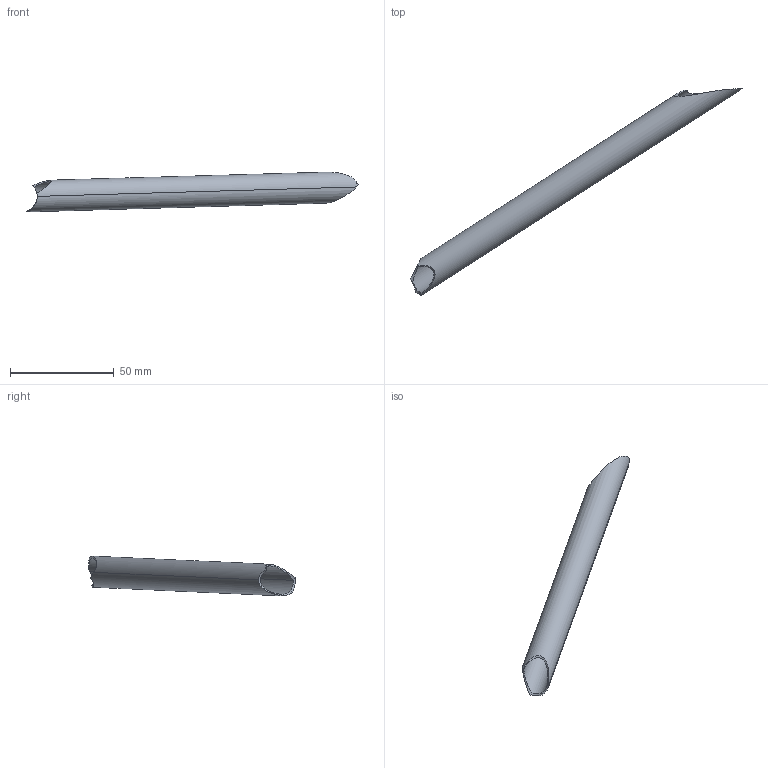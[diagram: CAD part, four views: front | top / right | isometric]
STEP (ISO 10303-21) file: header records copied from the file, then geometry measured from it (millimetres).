
FILE_DESCRIPTION(('STEP AP214'),'1');
FILE_NAME('33.stp','2019-12-01T20:55:15',(' '),(' '),'Spatial InterOp 3D',' ',' ');
FILE_SCHEMA(('AUTOMOTIVE_DESIGN { 1 0 10303 214 1 1 1 1 }'));
Length unit declared in the file: metre
Products named in the file (1): PartBody/Pocket.1
Bounding box: 160.3 x 99.76 x 19.22 mm (x, y, z)
Volume: 5504.3 mm3; surface area: 14807.7 mm2
Topology: 1 solids, 1 shells, 16 faces, 48 edges, 32 vertices
Faces by surface type: cylinder 16
Entity records: 1492 total; most frequent: CARTESIAN_POINT 758, ORIENTED_EDGE 96, DIRECTION 59, STYLED_ITEM 56, PRESENTATION_STYLE_ASSIGNMENT 56, COLOUR_RGB 56, EDGE_CURVE 48, CURVE_STYLE 39
